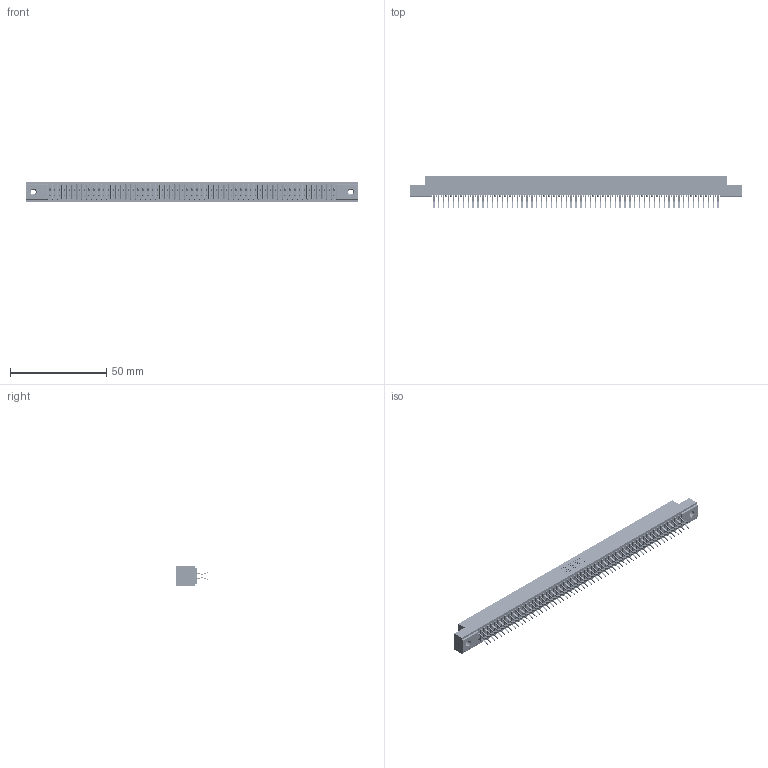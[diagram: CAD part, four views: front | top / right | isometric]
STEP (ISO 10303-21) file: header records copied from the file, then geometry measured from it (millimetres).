
FILE_DESCRIPTION (( 'STEP AP203' ), '1' );
FILE_NAME ('391-118-556-207.STEP', '2018-08-09T23:55:05', ( '' ), ( '' ), 'SwSTEP 2.0', 'SolidWorks 2016', '' );
FILE_SCHEMA (( 'CONFIG_CONTROL_DESIGN' ));
Length unit declared in the file: inch
Products named in the file (4): 341-292-001_341-292-156; 345-250-001_345-250-005-103; 391-118-556-207; 341 Part_.156 (3.96) Dia Mounting Holes
Assembly tree (121 placements, depth 2):
  391-118-556-207
    341 Part_.156 (3.96) Dia Mounting Holes
    341-292-001_341-292-156  x118
    345-250-001_345-250-005-103  x2
Bounding box: 172.09 x 17.07 x 10.16 mm (x, y, z)
Volume: 12746.7 mm3; surface area: 23481 mm2
Topology: 121 solids, 121 shells, 8436 faces, 24465 edges, 15866 vertices
Faces by surface type: plane 4820, cylinder 3364, sphere 120, torus 120, cone 12
Entity records: 70463 total; most frequent: CARTESIAN_POINT 11696, ORIENTED_EDGE 11618, DIRECTION 11353, EDGE_CURVE 5809, VECTOR 4703, LINE 4703, VERTEX_POINT 3668, AXIS2_PLACEMENT_3D 3325
